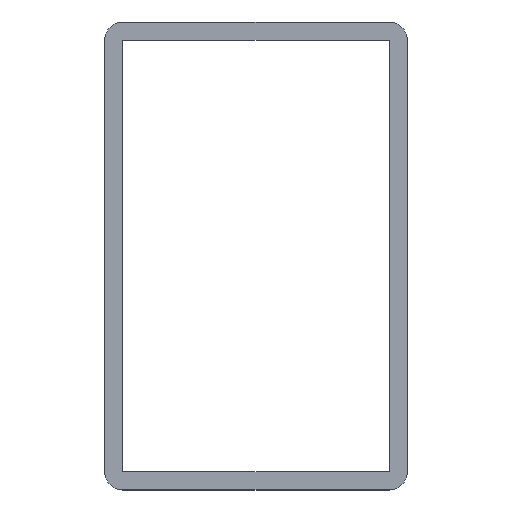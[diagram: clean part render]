
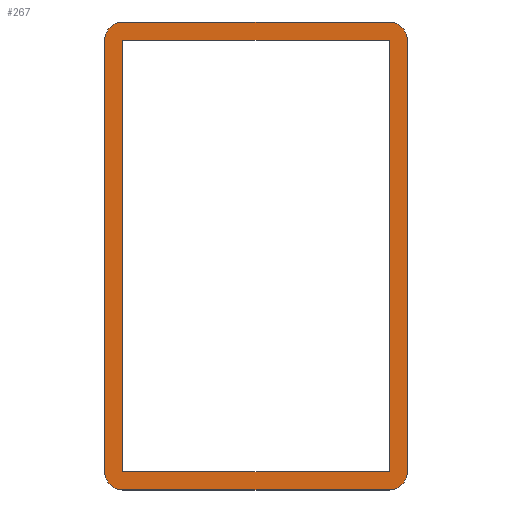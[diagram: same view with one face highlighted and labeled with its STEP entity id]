
A CAD part, top view. The second image highlights one B-rep face of the part: STEP entity #267.
In plain terms, the highlighted planar face has unit normal (0, 0, 1).
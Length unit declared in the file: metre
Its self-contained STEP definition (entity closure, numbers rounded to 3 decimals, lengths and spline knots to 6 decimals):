
#12=CIRCLE('',#286,0.004);
#14=CIRCLE('',#290,0.004);
#16=CIRCLE('',#294,0.004);
#18=CIRCLE('',#298,0.004);
#84=ORIENTED_EDGE('',*,*,#106,.F.);
#85=ORIENTED_EDGE('',*,*,#128,.T.);
#86=ORIENTED_EDGE('',*,*,#125,.F.);
#87=ORIENTED_EDGE('',*,*,#122,.T.);
#88=ORIENTED_EDGE('',*,*,#119,.T.);
#89=ORIENTED_EDGE('',*,*,#116,.T.);
#90=ORIENTED_EDGE('',*,*,#113,.T.);
#91=ORIENTED_EDGE('',*,*,#110,.T.);
#92=ORIENTED_EDGE('',*,*,#96,.T.);
#93=ORIENTED_EDGE('',*,*,#130,.T.);
#94=ORIENTED_EDGE('',*,*,#103,.F.);
#95=ORIENTED_EDGE('',*,*,#100,.F.);
#96=EDGE_CURVE('',#132,#133,#156,.T.);
#100=EDGE_CURVE('',#132,#136,#160,.T.);
#103=EDGE_CURVE('',#136,#138,#163,.T.);
#106=EDGE_CURVE('',#140,#141,#166,.T.);
#110=EDGE_CURVE('',#144,#141,#12,.T.);
#113=EDGE_CURVE('',#146,#144,#171,.T.);
#116=EDGE_CURVE('',#148,#146,#14,.T.);
#119=EDGE_CURVE('',#150,#148,#175,.T.);
#122=EDGE_CURVE('',#152,#150,#16,.T.);
#125=EDGE_CURVE('',#152,#154,#179,.T.);
#128=EDGE_CURVE('',#140,#154,#18,.T.);
#130=EDGE_CURVE('',#133,#138,#182,.T.);
#132=VERTEX_POINT('',#380);
#133=VERTEX_POINT('',#381);
#136=VERTEX_POINT('',#389);
#138=VERTEX_POINT('',#395);
#140=VERTEX_POINT('',#401);
#141=VERTEX_POINT('',#402);
#144=VERTEX_POINT('',#410);
#146=VERTEX_POINT('',#416);
#148=VERTEX_POINT('',#422);
#150=VERTEX_POINT('',#428);
#152=VERTEX_POINT('',#434);
#154=VERTEX_POINT('',#440);
#156=LINE('',#379,#184);
#160=LINE('',#388,#188);
#163=LINE('',#394,#191);
#166=LINE('',#400,#194);
#171=LINE('',#415,#199);
#175=LINE('',#427,#203);
#179=LINE('',#439,#207);
#182=LINE('',#448,#210);
#184=VECTOR('',#307,1.);
#188=VECTOR('',#313,1.);
#191=VECTOR('',#318,1.);
#194=VECTOR('',#323,1.);
#199=VECTOR('',#336,1.);
#203=VECTOR('',#348,1.);
#207=VECTOR('',#360,1.);
#210=VECTOR('',#371,1.);
#226=EDGE_LOOP('',(#84,#85,#86,#87,#88,#89,#90,#91));
#227=EDGE_LOOP('',(#92,#93,#94,#95));
#242=FACE_BOUND('',#226,.T.);
#243=FACE_BOUND('',#227,.T.);
#253=PLANE('',#302);
#267=ADVANCED_FACE('',(#242,#243),#253,.T.);
#286=AXIS2_PLACEMENT_3D('',#409,#329,#330);
#290=AXIS2_PLACEMENT_3D('',#421,#341,#342);
#294=AXIS2_PLACEMENT_3D('',#433,#353,#354);
#298=AXIS2_PLACEMENT_3D('',#445,#365,#366);
#302=AXIS2_PLACEMENT_3D('',#451,#375,#376);
#307=DIRECTION('',(1.,0.,0.));
#313=DIRECTION('',(0.,-1.,0.));
#318=DIRECTION('',(1.,0.,0.));
#323=DIRECTION('',(0.,-1.,0.));
#329=DIRECTION('',(0.,0.,1.));
#330=DIRECTION('',(1.,0.,0.));
#336=DIRECTION('',(1.,0.,0.));
#341=DIRECTION('',(0.,0.,1.));
#342=DIRECTION('',(1.,0.,0.));
#348=DIRECTION('',(0.,-1.,0.));
#353=DIRECTION('',(0.,0.,1.));
#354=DIRECTION('',(1.,0.,0.));
#360=DIRECTION('',(1.,0.,0.));
#365=DIRECTION('',(0.,0.,1.));
#366=DIRECTION('',(1.,0.,0.));
#371=DIRECTION('',(0.,-1.,0.));
#375=DIRECTION('',(0.,0.,1.));
#376=DIRECTION('',(1.,0.,0.));
#379=CARTESIAN_POINT('',(0.,0.047,0.04));
#380=CARTESIAN_POINT('',(-0.029,0.047,0.04));
#381=CARTESIAN_POINT('',(0.029,0.047,0.04));
#388=CARTESIAN_POINT('',(-0.029,0.,0.04));
#389=CARTESIAN_POINT('',(-0.029,-0.047,0.04));
#394=CARTESIAN_POINT('',(0.,-0.047,0.04));
#395=CARTESIAN_POINT('',(0.029,-0.047,0.04));
#400=CARTESIAN_POINT('',(0.033,0.,0.04));
#401=CARTESIAN_POINT('',(0.033,0.047,0.04));
#402=CARTESIAN_POINT('',(0.033,-0.047,0.04));
#409=CARTESIAN_POINT('',(0.029,-0.047,0.04));
#410=CARTESIAN_POINT('',(0.029,-0.051,0.04));
#415=CARTESIAN_POINT('',(0.,-0.051,0.04));
#416=CARTESIAN_POINT('',(-0.029,-0.051,0.04));
#421=CARTESIAN_POINT('',(-0.029,-0.047,0.04));
#422=CARTESIAN_POINT('',(-0.033,-0.047,0.04));
#427=CARTESIAN_POINT('',(-0.033,0.,0.04));
#428=CARTESIAN_POINT('',(-0.033,0.047,0.04));
#433=CARTESIAN_POINT('',(-0.029,0.047,0.04));
#434=CARTESIAN_POINT('',(-0.029,0.051,0.04));
#439=CARTESIAN_POINT('',(0.,0.051,0.04));
#440=CARTESIAN_POINT('',(0.029,0.051,0.04));
#445=CARTESIAN_POINT('',(0.029,0.047,0.04));
#448=CARTESIAN_POINT('',(0.029,0.,0.04));
#451=CARTESIAN_POINT('',(0.,0.,0.04));
